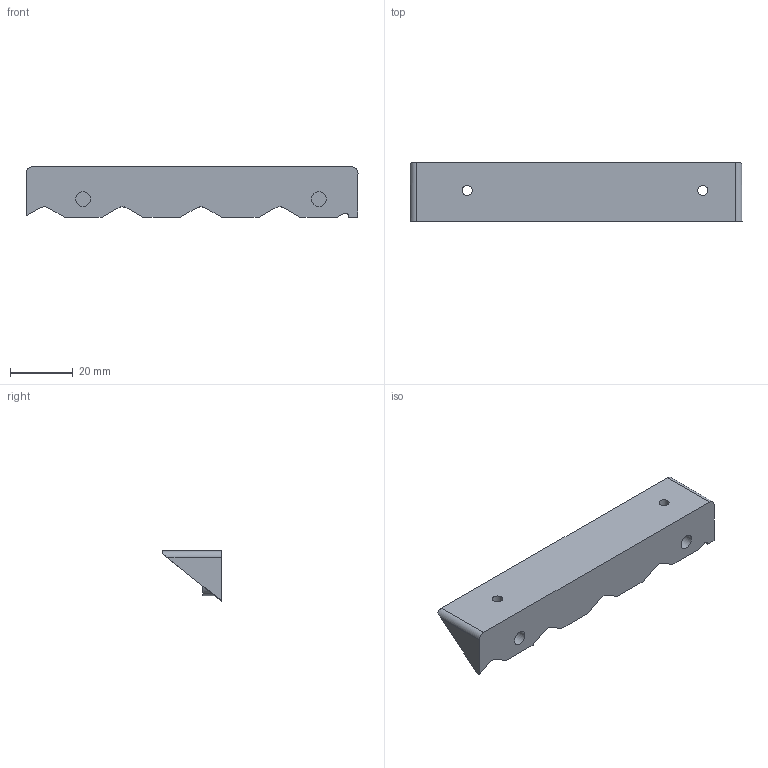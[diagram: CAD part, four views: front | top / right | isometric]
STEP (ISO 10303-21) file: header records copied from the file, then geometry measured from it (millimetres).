
FILE_DESCRIPTION(/* description */ (''),/* implementation_level */ '2;1');
FILE_NAME(/* name */ 'bracket_350mm (2x).step',/* time_stamp */ '2024-07-18T07:45:11-05:00',/* author */ (''),/* organization */ (''),/* preprocessor_version */ 'ST-DEVELOPER v20',/* originating_system */ 'Autodesk Translation Framework v13.14.0.145',/* authorisation */ '');
FILE_SCHEMA (('AUTOMOTIVE_DESIGN { 1 0 10303 214 3 1 1 }'));
Length unit declared in the file: millimetre
Products named in the file (6): thicc_boi_v2.4r2_front_skirts; Front; trident_style_skirts; Front (1); front_v2; left
Assembly tree (5 placements, depth 4):
  thicc_boi_v2.4r2_front_skirts
    Front
    trident_style_skirts
      Front (1)
      front_v2
        left
Bounding box: 105.7 x 19 x 16 mm (x, y, z)
Volume: 16272.1 mm3; surface area: 6876.9 mm2
Topology: 1 solids, 1 shells, 37 faces, 87 edges, 58 vertices
Faces by surface type: plane 22, cylinder 10, bspline 5
Full cylindrical faces by diameter (mm): 3.2 x2, 4.7 x2, 6 x2
Entity records: 1649 total; most frequent: CARTESIAN_POINT 670, DIRECTION 185, ORIENTED_EDGE 174, EDGE_CURVE 87, AXIS2_PLACEMENT_3D 65, VERTEX_POINT 58, LINE 55, VECTOR 55
